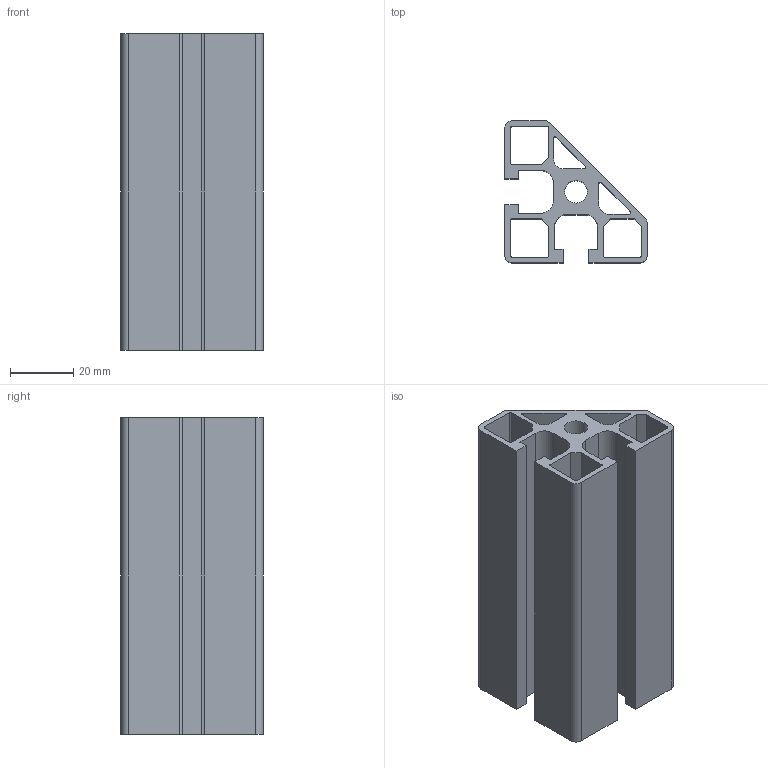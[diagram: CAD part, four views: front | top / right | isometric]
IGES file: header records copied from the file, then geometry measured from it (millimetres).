
Global section: file name: 104503L.stp.ipt; native system: Autodesk Inventor 2014; preprocessor: unknown; author: zeman; date: 20151016.101217; units: millimetre
Bounding box: 45 x 45 x 100 mm (x, y, z)
Volume: 58527.5 mm3; surface area: 47329.2 mm2
Topology: 1 solids, 1 shells, 69 faces, 201 edges, 134 vertices
Faces by surface type: plane 45, revolution 19, cylinder 5
